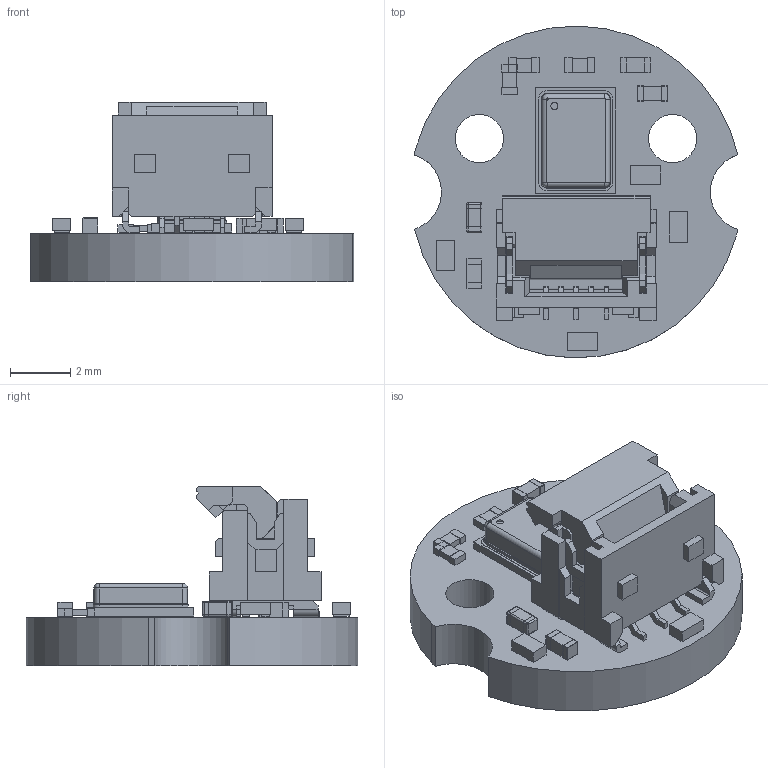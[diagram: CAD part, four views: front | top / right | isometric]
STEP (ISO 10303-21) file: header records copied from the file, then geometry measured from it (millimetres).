
FILE_DESCRIPTION(('KiCad electronic assembly'),'2;1');
FILE_NAME('microphone-board.step','2025-01-27T13:07:57',('Pcbnew'),( 'Kicad'),'Open CASCADE STEP processor 7.6','KiCad to STEP converter' ,'Unknown');
FILE_SCHEMA(('AUTOMOTIVE_DESIGN { 1 0 10303 214 1 1 1 1 }'));
Length unit declared in the file: millimetre
Products named in the file (14): microphone-board 1; XDFN-2_1x0.60mm; DPY2; C_0402_1005Metric; User Library-SMD CAPACITOR; FB_0402_1005Metric; ferrite_bead_0402; R_0402_1005Metric; User Library-d0402h025; Conn_FFC_Molex_5019510550; 5019510550; MK_SPH0645LM4H-B; SPH0645LM4H-B; microphone-board_PCB
Assembly tree (20 placements, depth 3):
  microphone-board 1
    XDFN-2_1x0.60mm  x4
      DPY2
    C_0402_1005Metric  x3
      User Library-SMD CAPACITOR
    FB_0402_1005Metric
      ferrite_bead_0402
    R_0402_1005Metric  x3
      User Library-d0402h025
    Conn_FFC_Molex_5019510550
      5019510550
    MK_SPH0645LM4H-B
      SPH0645LM4H-B
    microphone-board_PCB
Bounding box: 10.72 x 10.99 x 5.95 mm (x, y, z)
Volume: 197.6 mm3; surface area: 521.1 mm2
Topology: 32 solids, 32 shells, 845 faces, 2221 edges, 1456 vertices
Faces by surface type: plane 660, cylinder 145, sphere 32, torus 4, revolution 4
Full cylindrical faces by diameter (mm): 1.6 x2
Entity records: 21042 total; most frequent: CARTESIAN_POINT 3659, ORIENTED_EDGE 3466, DIRECTION 3343, EDGE_CURVE 1733, LINE 1531, VECTOR 1531, VERTEX_POINT 1120, AXIS2_PLACEMENT_3D 904
